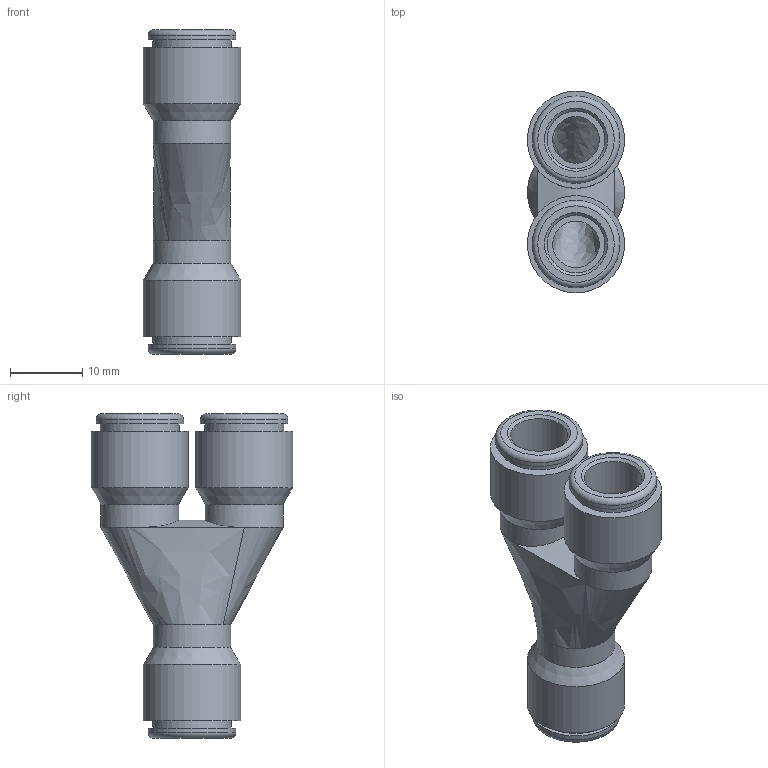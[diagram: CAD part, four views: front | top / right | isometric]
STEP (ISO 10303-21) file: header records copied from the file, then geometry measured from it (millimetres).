
FILE_DESCRIPTION(/* description */ ('STEP AP203'),/* implementation_level */ '2;1');
FILE_NAME(/* name */ 'Wye 8mm.step',/* time_stamp */ '2025-11-18T11:10:59-05:00',/* author */ (''),/* organization */ (''),/* preprocessor_version */ 'ST-DEVELOPER v20.1',/* originating_system */ 'Autodesk Translation Framework v14.21.0.0',/* authorisation */ '');
FILE_SCHEMA (('AUTOMOTIVE_DESIGN { 1 0 10303 214 3 1 1 }'));
Length unit declared in the file: millimetre
Products named in the file (1): 5225K89_Push-to-Connect Tube Fitting for Air
Bounding box: 13.5 x 28 x 45 mm (x, y, z)
Volume: 4692.9 mm3; surface area: 4727.3 mm2
Topology: 1 solids, 1 shells, 47 faces, 106 edges, 69 vertices
Faces by surface type: cylinder 18, plane 15, cone 6, bspline 5, torus 3
Full cylindrical faces by diameter (mm): 6.476 x3, 8 x3, 10.8 x3, 10.935 x3, 12.15 x3, 13.5 x3
Entity records: 2117 total; most frequent: CARTESIAN_POINT 986, DIRECTION 247, ORIENTED_EDGE 212, EDGE_CURVE 106, AXIS2_PLACEMENT_3D 105, VERTEX_POINT 69, CIRCLE 62, EDGE_LOOP 59
